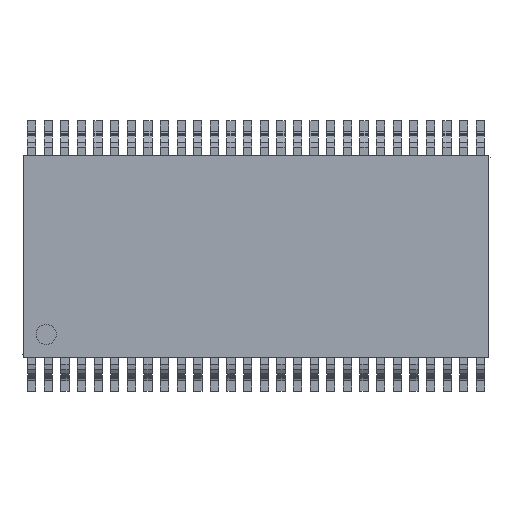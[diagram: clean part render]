
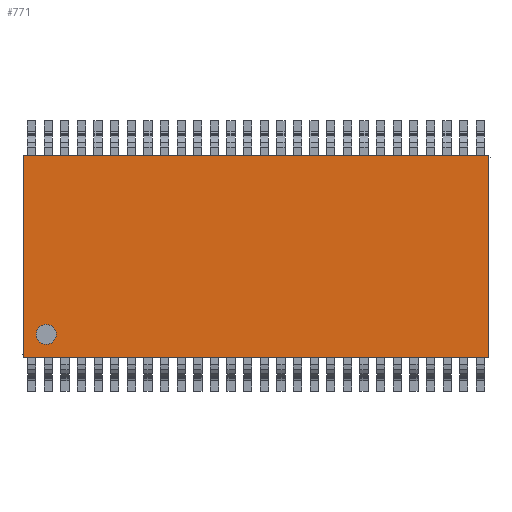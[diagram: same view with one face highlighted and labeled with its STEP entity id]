
A CAD part, top view. The second image highlights one B-rep face of the part: STEP entity #771.
In plain terms, the highlighted planar face has unit normal (0, 0, 1).
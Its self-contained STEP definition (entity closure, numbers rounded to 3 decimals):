
#755 = EDGE_CURVE ( 'NONE', #758, #783, #1589, .T. ) ;
#756 = VERTEX_POINT ( 'NONE', #1585 ) ;
#758 = VERTEX_POINT ( 'NONE', #1615 ) ;
#759 = ORIENTED_EDGE ( 'NONE', *, *, #819, .F. ) ;
#769 = VERTEX_POINT ( 'NONE', #1606 ) ;
#770 = ORIENTED_EDGE ( 'NONE', *, *, #816, .F. ) ;
#771 = ADVANCED_FACE ( 'NONE', ( #1605 ), #1604, .T. ) ;
#773 = ORIENTED_EDGE ( 'NONE', *, *, #780, .F. ) ;
#780 = EDGE_CURVE ( 'NONE', #756, #758, #1629, .T. ) ;
#783 = VERTEX_POINT ( 'NONE', #1625 ) ;
#816 = EDGE_CURVE ( 'NONE', #783, #769, #1876, .T. ) ;
#817 = EDGE_LOOP ( 'NONE', ( #759, #770, #818, #773 ) ) ;
#818 = ORIENTED_EDGE ( 'NONE', *, *, #755, .F. ) ;
#819 = EDGE_CURVE ( 'NONE', #769, #756, #1872, .T. ) ;
#1585 = CARTESIAN_POINT ( 'NONE',  ( 3.05, 7., 1.1 ) ) ;
#1586 = DIRECTION ( 'NONE',  ( -1., 0., 0. ) ) ;
#1587 = VECTOR ( 'NONE', #1586, 1000. ) ;
#1588 = CARTESIAN_POINT ( 'NONE',  ( 3.05, -7., 1.1 ) ) ;
#1589 = LINE ( 'NONE', #1588, #1587 ) ;
#1599 = DIRECTION ( 'NONE',  ( 1., 0., 0. ) ) ;
#1600 = DIRECTION ( 'NONE',  ( 0., 0., 1. ) ) ;
#1601 = CARTESIAN_POINT ( 'NONE',  ( -3.05, -7., 1.1 ) ) ;
#1602 = AXIS2_PLACEMENT_3D ( 'NONE', #1601, #1600, #1599 ) ;
#1604 = PLANE ( 'NONE',  #1602 ) ;
#1605 = FACE_OUTER_BOUND ( 'NONE', #817, .T. ) ;
#1606 = CARTESIAN_POINT ( 'NONE',  ( -3.05, 7., 1.1 ) ) ;
#1615 = CARTESIAN_POINT ( 'NONE',  ( 3.05, -7., 1.1 ) ) ;
#1625 = CARTESIAN_POINT ( 'NONE',  ( -3.05, -7., 1.1 ) ) ;
#1626 = DIRECTION ( 'NONE',  ( 0., -1., 0. ) ) ;
#1627 = VECTOR ( 'NONE', #1626, 1000. ) ;
#1628 = CARTESIAN_POINT ( 'NONE',  ( 3.05, 7., 1.1 ) ) ;
#1629 = LINE ( 'NONE', #1628, #1627 ) ;
#1869 = DIRECTION ( 'NONE',  ( 1., 0., 0. ) ) ;
#1870 = VECTOR ( 'NONE', #1869, 1000. ) ;
#1871 = CARTESIAN_POINT ( 'NONE',  ( -3.05, 7., 1.1 ) ) ;
#1872 = LINE ( 'NONE', #1871, #1870 ) ;
#1873 = DIRECTION ( 'NONE',  ( 0., 1., 0. ) ) ;
#1874 = VECTOR ( 'NONE', #1873, 1000. ) ;
#1875 = CARTESIAN_POINT ( 'NONE',  ( -3.05, -7., 1.1 ) ) ;
#1876 = LINE ( 'NONE', #1875, #1874 ) ;
